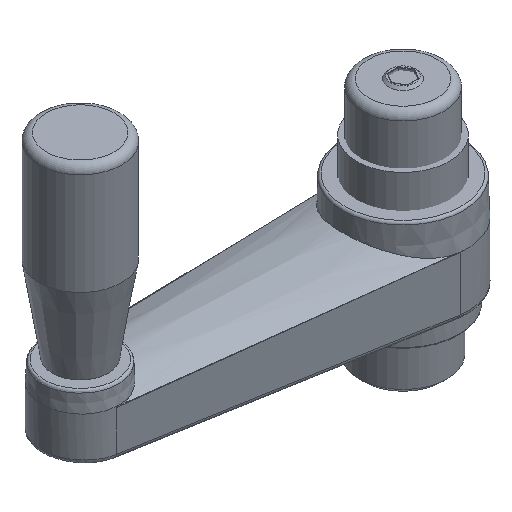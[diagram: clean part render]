
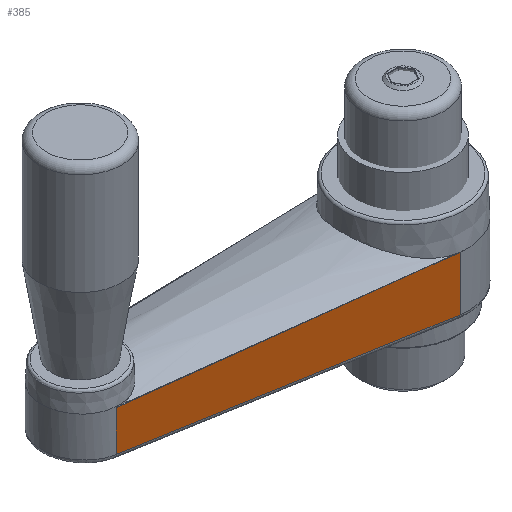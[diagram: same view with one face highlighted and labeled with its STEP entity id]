
A CAD part, isometric view. The second image highlights one B-rep face of the part: STEP entity #385.
In plain terms, the highlighted planar face has unit normal (-0.07, -0.998, 0).
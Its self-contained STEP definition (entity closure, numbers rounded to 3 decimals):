
#385 = ADVANCED_FACE( '', ( #562 ), #563, .F. );
#562 = FACE_OUTER_BOUND( '', #975, .T. );
#563 = PLANE( '', #976 );
#975 = EDGE_LOOP( '', ( #1606, #1607, #1608, #1609 ) );
#976 = AXIS2_PLACEMENT_3D( '', #1610, #1611, #1612 );
#1606 = ORIENTED_EDGE( '', *, *, #2698, .T. );
#1607 = ORIENTED_EDGE( '', *, *, #2699, .T. );
#1608 = ORIENTED_EDGE( '', *, *, #2657, .F. );
#1609 = ORIENTED_EDGE( '', *, *, #2700, .T. );
#1610 = CARTESIAN_POINT( '', ( -66.911, -7.98, 23. ) );
#1611 = DIRECTION( '', ( 0.07, 0.998, 0. ) );
#1612 = DIRECTION( '', ( -0.998, 0.07, 0. ) );
#2657 = EDGE_CURVE( '', #2995, #2996, #2997, .T. );
#2698 = EDGE_CURVE( '', #3071, #3072, #3073, .T. );
#2699 = EDGE_CURVE( '', #3072, #2996, #3074, .F. );
#2700 = EDGE_CURVE( '', #2995, #3071, #3075, .T. );
#2995 = VERTEX_POINT( '', #3559 );
#2996 = VERTEX_POINT( '', #3560 );
#2997 = LINE( '', #3561, #3562 );
#3071 = VERTEX_POINT( '', #3685 );
#3072 = VERTEX_POINT( '', #3686 );
#3073 = LINE( '', #3687, #3688 );
#3074 = LINE( '', #3689, #3690 );
#3075 = LINE( '', #3691, #3692 );
#3559 = CARTESIAN_POINT( '', ( -0.887, -12.619, 15.822 ) );
#3560 = CARTESIAN_POINT( '', ( -0.887, -12.619, 4.696 ) );
#3561 = CARTESIAN_POINT( '', ( -0.887, -12.619, 23. ) );
#3562 = VECTOR( '', #4432, 1000. );
#3685 = CARTESIAN_POINT( '', ( -66.911, -7.98, 18.858 ) );
#3686 = CARTESIAN_POINT( '', ( -66.911, -7.98, 10.539 ) );
#3687 = CARTESIAN_POINT( '', ( -66.911, -7.98, 23. ) );
#3688 = VECTOR( '', #4517, 1000. );
#3689 = CARTESIAN_POINT( '', ( -0.799, -12.625, 4.688 ) );
#3690 = VECTOR( '', #4518, 1000. );
#3691 = CARTESIAN_POINT( '', ( -67.1, -7.967, 18.867 ) );
#3692 = VECTOR( '', #4519, 1000. );
#4432 = DIRECTION( '', ( 0., 0., -1. ) );
#4517 = DIRECTION( '', ( 0., 0., -1. ) );
#4518 = DIRECTION( '', ( -0.994, 0.07, 0.088 ) );
#4519 = DIRECTION( '', ( -0.996, 0.07, 0.046 ) );
